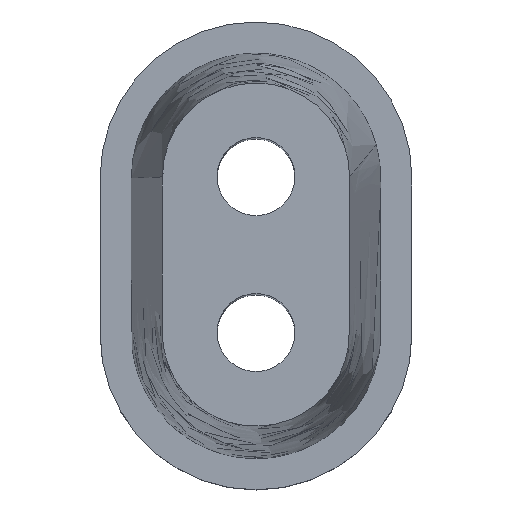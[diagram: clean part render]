
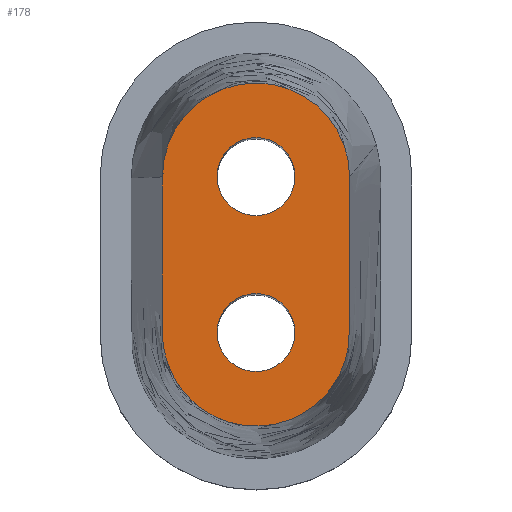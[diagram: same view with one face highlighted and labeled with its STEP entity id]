
A CAD part, top view. The second image highlights one B-rep face of the part: STEP entity #178.
In plain terms, the highlighted planar face has unit normal (0, 0, 1).
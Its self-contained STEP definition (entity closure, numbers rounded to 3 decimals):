
#37=B_SPLINE_CURVE_WITH_KNOTS('',3,(#270,#271,#272,#273,#274,#275,#276,
#277,#278,#279,#280,#281,#282,#283,#284,#285,#286,#287,#288,#289,#290,#291,
#292,#293,#294,#295,#296,#297,#298,#299,#300,#301),.UNSPECIFIED.,.F.,.F.,
(4,1,1,1,2,1,1,1,2,2,1,1,1,1,1,1,2,1,1,1,2,1,1,1,4),(0.,0.012,
0.023,0.035,0.046,0.099,
0.152,0.205,0.258,0.258,
0.379,0.44,0.5,0.561,
0.622,0.682,0.743,0.754,
0.766,0.777,0.789,0.842,
0.895,0.947,1.),.UNSPECIFIED.);
#40=PLANE('',#195);
#47=FACE_BOUND('',#68,.T.);
#48=FACE_BOUND('',#69,.T.);
#54=FACE_OUTER_BOUND('',#67,.T.);
#67=EDGE_LOOP('',(#132,#133));
#68=EDGE_LOOP('',(#134));
#69=EDGE_LOOP('',(#135));
#81=CIRCLE('',#190,2.5);
#83=CIRCLE('',#193,2.5);
#85=CIRCLE('',#196,6.);
#90=VERTEX_POINT('',#257);
#92=VERTEX_POINT('',#262);
#94=VERTEX_POINT('',#267);
#95=VERTEX_POINT('',#268);
#106=EDGE_CURVE('',#90,#90,#81,.T.);
#108=EDGE_CURVE('',#92,#92,#83,.T.);
#110=EDGE_CURVE('',#94,#95,#85,.T.);
#111=EDGE_CURVE('',#95,#94,#37,.T.);
#132=ORIENTED_EDGE('',*,*,#110,.F.);
#133=ORIENTED_EDGE('',*,*,#111,.F.);
#134=ORIENTED_EDGE('',*,*,#106,.T.);
#135=ORIENTED_EDGE('',*,*,#108,.T.);
#178=ADVANCED_FACE('',(#54,#47,#48),#40,.T.);
#190=AXIS2_PLACEMENT_3D('',#258,#211,#212);
#193=AXIS2_PLACEMENT_3D('',#263,#217,#218);
#195=AXIS2_PLACEMENT_3D('',#266,#221,#222);
#196=AXIS2_PLACEMENT_3D('',#269,#223,#224);
#211=DIRECTION('center_axis',(0.,0.,-1.));
#212=DIRECTION('ref_axis',(-1.,0.,0.));
#217=DIRECTION('center_axis',(0.,0.,-1.));
#218=DIRECTION('ref_axis',(-1.,0.,0.));
#221=DIRECTION('center_axis',(0.,0.,1.));
#222=DIRECTION('ref_axis',(1.,0.,0.));
#223=DIRECTION('center_axis',(0.,0.,-1.));
#224=DIRECTION('ref_axis',(-1.,0.,0.));
#257=CARTESIAN_POINT('',(2.5,0.,55.));
#258=CARTESIAN_POINT('Origin',(0.,0.,
55.));
#262=CARTESIAN_POINT('',(2.5,-10.,55.));
#263=CARTESIAN_POINT('Origin',(0.,-10.,
55.));
#266=CARTESIAN_POINT('Origin',(0.,-4.458,55.));
#267=CARTESIAN_POINT('',(-6.,-0.019,55.));
#268=CARTESIAN_POINT('',(6.,0.,55.));
#269=CARTESIAN_POINT('Origin',(0.,0.,
55.));
#270=CARTESIAN_POINT('Ctrl Pts',(6.,0.,55.));
#271=CARTESIAN_POINT('Ctrl Pts',(6.,-0.072,55.));
#272=CARTESIAN_POINT('Ctrl Pts',(6.,-0.231,55.));
#273=CARTESIAN_POINT('Ctrl Pts',(6.,-0.507,55.));
#274=CARTESIAN_POINT('Ctrl Pts',(6.,-0.818,55.));
#275=CARTESIAN_POINT('Ctrl Pts',(6.,-1.048,55.));
#276=CARTESIAN_POINT('Ctrl Pts',(6.,-1.718,55.));
#277=CARTESIAN_POINT('Ctrl Pts',(6.,-3.03,55.));
#278=CARTESIAN_POINT('Ctrl Pts',(6.,-5.366,55.));
#279=CARTESIAN_POINT('Ctrl Pts',(6.,-7.802,55.));
#280=CARTESIAN_POINT('Ctrl Pts',(6.001,-9.315,55.));
#281=CARTESIAN_POINT('Ctrl Pts',(6.001,-10.,55.));
#282=CARTESIAN_POINT('Ctrl Pts',(6.001,-10.,55.));
#283=CARTESIAN_POINT('Ctrl Pts',(6.004,-11.572,55.));
#284=CARTESIAN_POINT('Ctrl Pts',(5.027,-13.911,55.));
#285=CARTESIAN_POINT('Ctrl Pts',(2.353,-15.687,55.));
#286=CARTESIAN_POINT('Ctrl Pts',(0.001,-16.157,55.));
#287=CARTESIAN_POINT('Ctrl Pts',(-2.357,-15.687,55.));
#288=CARTESIAN_POINT('Ctrl Pts',(-4.353,-14.353,55.));
#289=CARTESIAN_POINT('Ctrl Pts',(-5.688,-12.356,55.));
#290=CARTESIAN_POINT('Ctrl Pts',(-6.,-10.785,55.));
#291=CARTESIAN_POINT('Ctrl Pts',(-6.,-9.851,55.));
#292=CARTESIAN_POINT('Ctrl Pts',(-6.,-9.553,55.));
#293=CARTESIAN_POINT('Ctrl Pts',(-6.,-9.106,55.));
#294=CARTESIAN_POINT('Ctrl Pts',(-6.,-8.659,55.));
#295=CARTESIAN_POINT('Ctrl Pts',(-6.,-8.362,55.));
#296=CARTESIAN_POINT('Ctrl Pts',(-6.,-7.53,55.));
#297=CARTESIAN_POINT('Ctrl Pts',(-6.,-6.164,55.));
#298=CARTESIAN_POINT('Ctrl Pts',(-6.,-4.116,55.));
#299=CARTESIAN_POINT('Ctrl Pts',(-6.,-2.068,55.));
#300=CARTESIAN_POINT('Ctrl Pts',(-6.,-0.702,55.));
#301=CARTESIAN_POINT('Ctrl Pts',(-6.,-0.019,55.));
